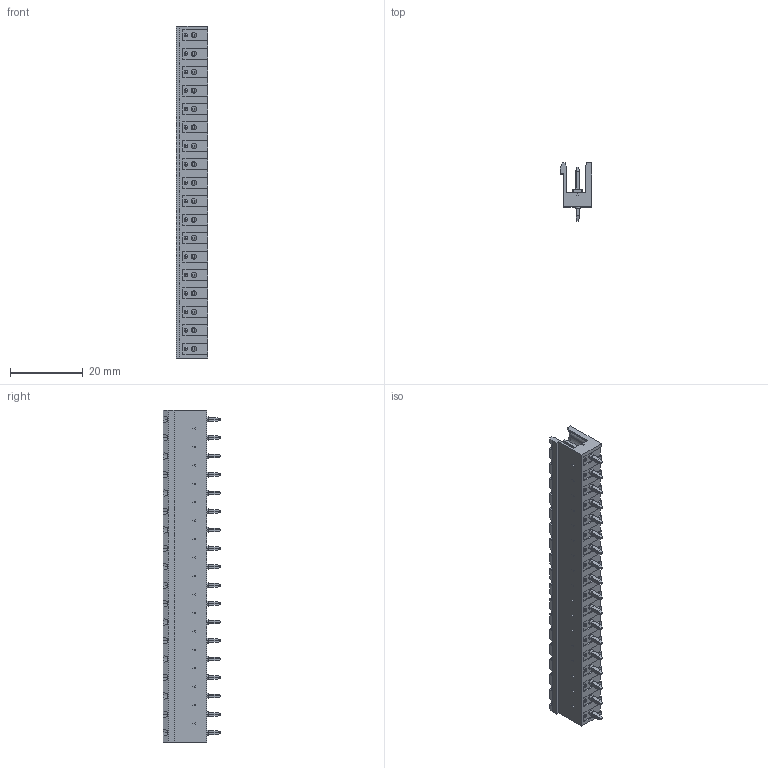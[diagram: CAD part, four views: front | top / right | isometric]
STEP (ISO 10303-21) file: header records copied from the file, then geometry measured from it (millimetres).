
FILE_DESCRIPTION(('STEP AP214'),'1');
FILE_NAME('1758173.stp','2020-03-13T16:00:35',('TraceParts'),('TraceParts S.A.'),'Spatial InterOp 3D',' ',' ');
FILE_SCHEMA(('AUTOMOTIVE_DESIGN { 1 0 10303 214 1 1 1 1 }'));
Length unit declared in the file: millimetre
Products named in the file (1): 1758173
Bounding box: 8.6 x 15.9 x 91.44 mm (x, y, z)
Volume: 4421.2 mm3; surface area: 6265.6 mm2
Topology: 1 solids, 1 shells, 1742 faces, 3849 edges, 2219 vertices
Faces by surface type: plane 1503, cylinder 131, sphere 72, cone 36
Entity records: 60738 total; most frequent: CARTESIAN_POINT 8243, DIRECTION 8172, ORIENTED_EDGE 7698, EDGE_CURVE 3849, LINE 2940, VECTOR 2940, AXIS2_PLACEMENT_3D 2616, VERTEX_POINT 2219
